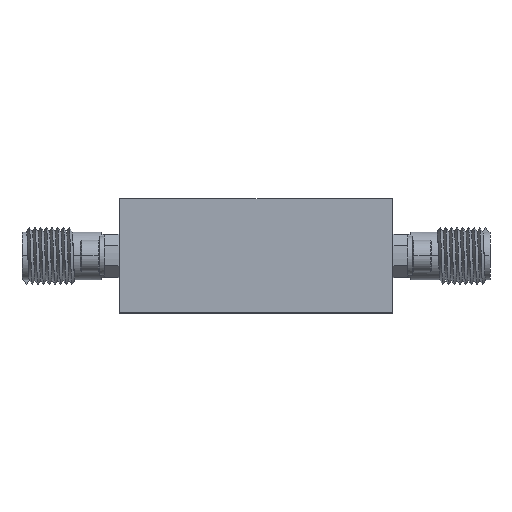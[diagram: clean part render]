
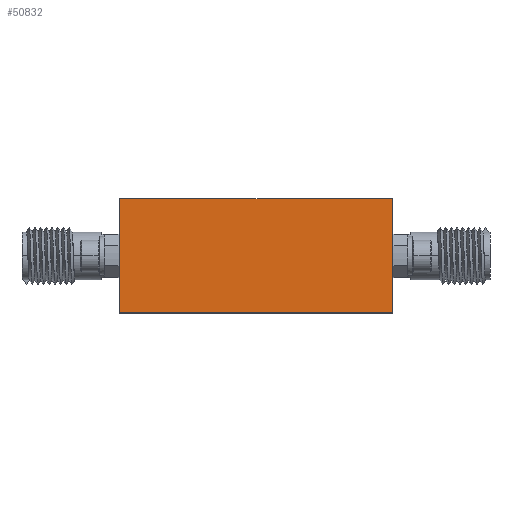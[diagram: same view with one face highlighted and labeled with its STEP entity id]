
A CAD part, top view. The second image highlights one B-rep face of the part: STEP entity #50832.
In plain terms, the highlighted planar face has unit normal (0, 0, 1).
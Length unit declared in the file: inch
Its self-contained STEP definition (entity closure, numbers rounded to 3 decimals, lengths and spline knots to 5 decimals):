
#1577 = DIRECTION ( 'NONE',  ( -1., 0., 0. ) ) ;
#1778 = DIRECTION ( 'NONE',  ( 1., 0., 0. ) ) ;
#3243 = CARTESIAN_POINT ( 'NONE',  ( 0.6, 0., 0.6 ) ) ;
#6071 = VERTEX_POINT ( 'NONE', #40616 ) ;
#10097 = VECTOR ( 'NONE', #56235, 39.37008 ) ;
#10527 = EDGE_CURVE ( 'NONE', #61036, #6071, #50794, .T. ) ;
#14568 = DIRECTION ( 'NONE',  ( 0., -1., 0. ) ) ;
#15115 = EDGE_CURVE ( 'NONE', #15318, #56596, #19352, .T. ) ;
#15318 = VERTEX_POINT ( 'NONE', #15407 ) ;
#15407 = CARTESIAN_POINT ( 'NONE',  ( -0.6, 0., 0.6 ) ) ;
#16788 = CARTESIAN_POINT ( 'NONE',  ( 0.6, 0.5, 0.6 ) ) ;
#17764 = VECTOR ( 'NONE', #1778, 39.37008 ) ;
#19352 = LINE ( 'NONE', #63366, #17764 ) ;
#23034 = EDGE_LOOP ( 'NONE', ( #36261, #30247, #45567, #47219 ) ) ;
#23318 = LINE ( 'NONE', #28181, #50465 ) ;
#27844 = VECTOR ( 'NONE', #14568, 39.37008 ) ;
#28181 = CARTESIAN_POINT ( 'NONE',  ( -0.6, 0.5, 0.6 ) ) ;
#30247 = ORIENTED_EDGE ( 'NONE', *, *, #37723, .F. ) ;
#30590 = CARTESIAN_POINT ( 'NONE',  ( 0.6, 0.5, 0.6 ) ) ;
#31782 = EDGE_CURVE ( 'NONE', #61036, #15318, #23318, .T. ) ;
#32198 = DIRECTION ( 'NONE',  ( 0., 0., -1. ) ) ;
#36261 = ORIENTED_EDGE ( 'NONE', *, *, #15115, .T. ) ;
#37723 = EDGE_CURVE ( 'NONE', #6071, #56596, #39844, .T. ) ;
#39844 = LINE ( 'NONE', #50248, #27844 ) ;
#40616 = CARTESIAN_POINT ( 'NONE',  ( 0.6, 0.5, 0.6 ) ) ;
#45567 = ORIENTED_EDGE ( 'NONE', *, *, #10527, .F. ) ;
#47219 = ORIENTED_EDGE ( 'NONE', *, *, #31782, .T. ) ;
#50248 = CARTESIAN_POINT ( 'NONE',  ( 0.6, 0.5, 0.6 ) ) ;
#50465 = VECTOR ( 'NONE', #59148, 39.37008 ) ;
#50794 = LINE ( 'NONE', #30590, #10097 ) ;
#50832 = ADVANCED_FACE ( 'NONE', ( #54942 ), #62734, .F. ) ;
#54942 = FACE_OUTER_BOUND ( 'NONE', #23034, .T. ) ;
#56235 = DIRECTION ( 'NONE',  ( 1., 0., 0. ) ) ;
#56596 = VERTEX_POINT ( 'NONE', #3243 ) ;
#59148 = DIRECTION ( 'NONE',  ( 0., -1., 0. ) ) ;
#61036 = VERTEX_POINT ( 'NONE', #62666 ) ;
#62666 = CARTESIAN_POINT ( 'NONE',  ( -0.6, 0.5, 0.6 ) ) ;
#62734 = PLANE ( 'NONE',  #62879 ) ;
#62879 = AXIS2_PLACEMENT_3D ( 'NONE', #16788, #32198, #1577 ) ;
#63366 = CARTESIAN_POINT ( 'NONE',  ( 0.6, 0., 0.6 ) ) ;
